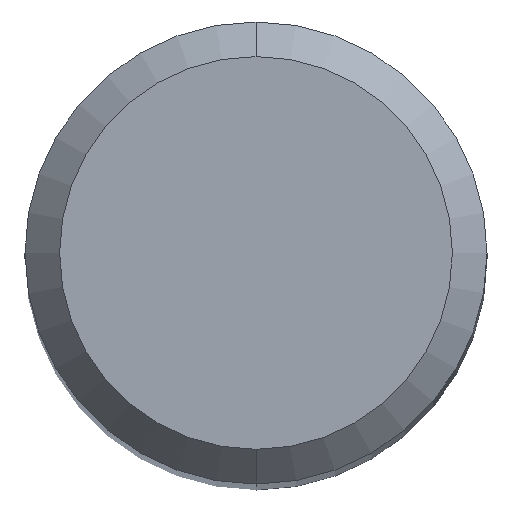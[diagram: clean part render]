
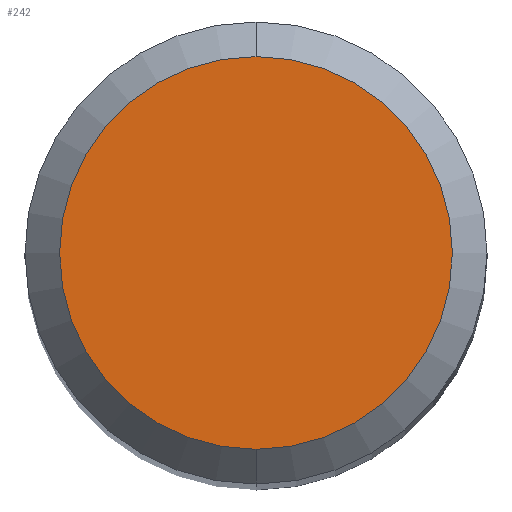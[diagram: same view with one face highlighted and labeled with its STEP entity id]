
A CAD part, top view. The second image highlights one B-rep face of the part: STEP entity #242.
In plain terms, the highlighted planar face has unit normal (0, 0, 1).
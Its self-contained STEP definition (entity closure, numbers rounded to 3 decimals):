
#202=EDGE_CURVE('',#204,#232,#382,.T.);
#204=VERTEX_POINT('',#384);
#232=VERTEX_POINT('',#414);
#242=ADVANCED_FACE('',(#424),#425,.T.);
#250=EDGE_CURVE('',#232,#204,#434,.T.);
#382=CIRCLE('',#584,1.7);
#384=CARTESIAN_POINT('',(0.,-1.7,0.));
#414=CARTESIAN_POINT('',(0.0,1.7,0.));
#424=FACE_OUTER_BOUND('',#637,.T.);
#425=PLANE('',#638);
#434=CIRCLE('',#651,1.7);
#584=AXIS2_PLACEMENT_3D('',#806,#807,#808);
#637=EDGE_LOOP('',(#852,#853));
#638=AXIS2_PLACEMENT_3D('',#854,#855,#856);
#651=AXIS2_PLACEMENT_3D('',#869,#870,#871);
#806=CARTESIAN_POINT('',(0.0,0.0,0.));
#807=DIRECTION('',(0.0,0.0,-1.0));
#808=DIRECTION('',(0.0,1.0,0.0));
#852=ORIENTED_EDGE('',*,*,#250,.F.);
#853=ORIENTED_EDGE('',*,*,#202,.F.);
#854=CARTESIAN_POINT('',(0.0,0.85,0.));
#855=DIRECTION('',(-0.0,0.0,1.0));
#856=DIRECTION('',(0.0,-1.0,0.0));
#869=CARTESIAN_POINT('',(0.0,0.0,0.));
#870=DIRECTION('',(0.0,0.0,-1.0));
#871=DIRECTION('',(0.0,1.0,0.0));
